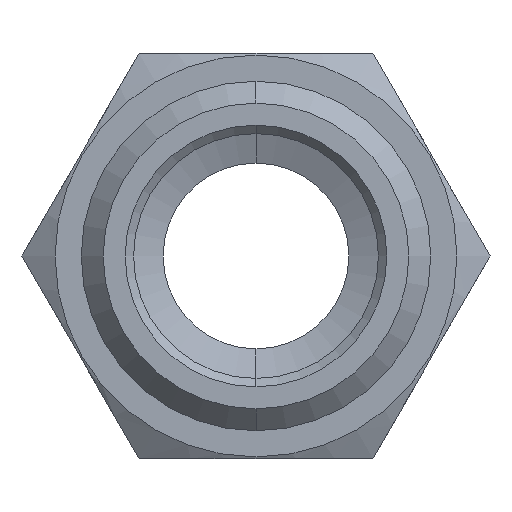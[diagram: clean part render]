
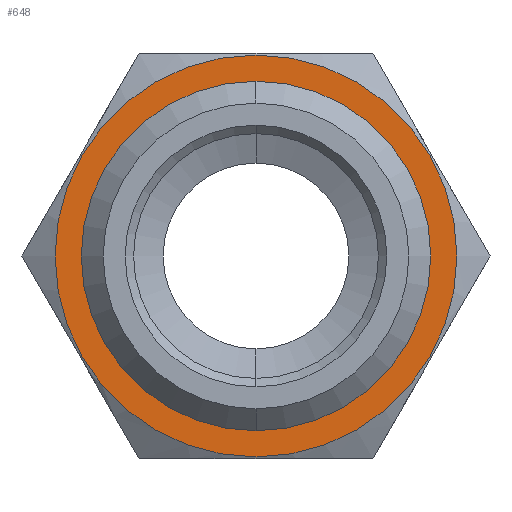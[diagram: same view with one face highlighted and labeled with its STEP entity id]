
A CAD part, front view. The second image highlights one B-rep face of the part: STEP entity #648.
In plain terms, the highlighted planar face has unit normal (0, -1, 0).
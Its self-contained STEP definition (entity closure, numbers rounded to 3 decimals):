
#472 = PLANE ( 'NONE',  #1607 ) ;
#473 = CARTESIAN_POINT ( 'NONE',  ( 11.9, 10., 0. ) ) ;
#474 = DIRECTION ( 'NONE',  ( 0., -1., 0. ) ) ;
#475 = DIRECTION ( 'NONE',  ( 0., 0., -1. ) ) ;
#582 = EDGE_CURVE ( 'NONE', #2182, #2183, #1552, .T. ) ;
#585 = EDGE_CURVE ( 'NONE', #2181, #2180, #1217, .T. ) ;
#648 = ADVANCED_FACE ( 'NONE', ( #984, #985 ), #472, .T. ) ;
#696 = EDGE_CURVE ( 'NONE', #2180, #2181, #1947, .T. ) ;
#697 = EDGE_CURVE ( 'NONE', #2183, #2182, #1951, .T. ) ;
#818 = ORIENTED_EDGE ( 'NONE', *, *, #582, .T. ) ;
#819 = ORIENTED_EDGE ( 'NONE', *, *, #696, .F. ) ;
#820 = ORIENTED_EDGE ( 'NONE', *, *, #697, .T. ) ;
#821 = ORIENTED_EDGE ( 'NONE', *, *, #585, .F. ) ;
#984 = FACE_OUTER_BOUND ( 'NONE', #1129, .T. ) ;
#985 = FACE_BOUND ( 'NONE', #1130, .T. ) ;
#1129 = EDGE_LOOP ( 'NONE', ( #818, #820 ) ) ;
#1130 = EDGE_LOOP ( 'NONE', ( #821, #819 ) ) ;
#1211 = AXIS2_PLACEMENT_3D ( 'NONE', #1429, #1430, #1431 ) ;
#1212 = AXIS2_PLACEMENT_3D ( 'NONE', #1436, #1437, #1438 ) ;
#1217 = CIRCLE ( 'NONE', #1212, 10.35 ) ;
#1429 = CARTESIAN_POINT ( 'NONE',  ( 0., 10., 0. ) ) ;
#1430 = DIRECTION ( 'NONE',  ( 0., -1., 0. ) ) ;
#1431 = DIRECTION ( 'NONE',  ( 0., 0., -1. ) ) ;
#1436 = CARTESIAN_POINT ( 'NONE',  ( 0., 10., 0. ) ) ;
#1437 = DIRECTION ( 'NONE',  ( 0., -1., 0. ) ) ;
#1438 = DIRECTION ( 'NONE',  ( 0., 0., -1. ) ) ;
#1552 = CIRCLE ( 'NONE', #1211, 11.9 ) ;
#1607 = AXIS2_PLACEMENT_3D ( 'NONE', #473, #474, #475 ) ;
#1745 = CARTESIAN_POINT ( 'NONE',  ( 0., 10., 0. ) ) ;
#1746 = DIRECTION ( 'NONE',  ( 0., -1., 0. ) ) ;
#1747 = DIRECTION ( 'NONE',  ( 0., 0., -1. ) ) ;
#1748 = CARTESIAN_POINT ( 'NONE',  ( 0., 10., 0. ) ) ;
#1749 = DIRECTION ( 'NONE',  ( 0., -1., 0. ) ) ;
#1750 = DIRECTION ( 'NONE',  ( 0., 0., -1. ) ) ;
#1875 = CARTESIAN_POINT ( 'NONE',  ( 0., 10., 10.35 ) ) ;
#1876 = CARTESIAN_POINT ( 'NONE',  ( 0., 10., -10.35 ) ) ;
#1877 = CARTESIAN_POINT ( 'NONE',  ( 0., 10., -11.9 ) ) ;
#1878 = CARTESIAN_POINT ( 'NONE',  ( 0., 10., 11.9 ) ) ;
#1947 = CIRCLE ( 'NONE', #1955, 10.35 ) ;
#1951 = CIRCLE ( 'NONE', #1957, 11.9 ) ;
#1955 = AXIS2_PLACEMENT_3D ( 'NONE', #1745, #1746, #1747 ) ;
#1957 = AXIS2_PLACEMENT_3D ( 'NONE', #1748, #1749, #1750 ) ;
#2180 = VERTEX_POINT ( 'NONE', #1875 ) ;
#2181 = VERTEX_POINT ( 'NONE', #1876 ) ;
#2182 = VERTEX_POINT ( 'NONE', #1877 ) ;
#2183 = VERTEX_POINT ( 'NONE', #1878 ) ;
